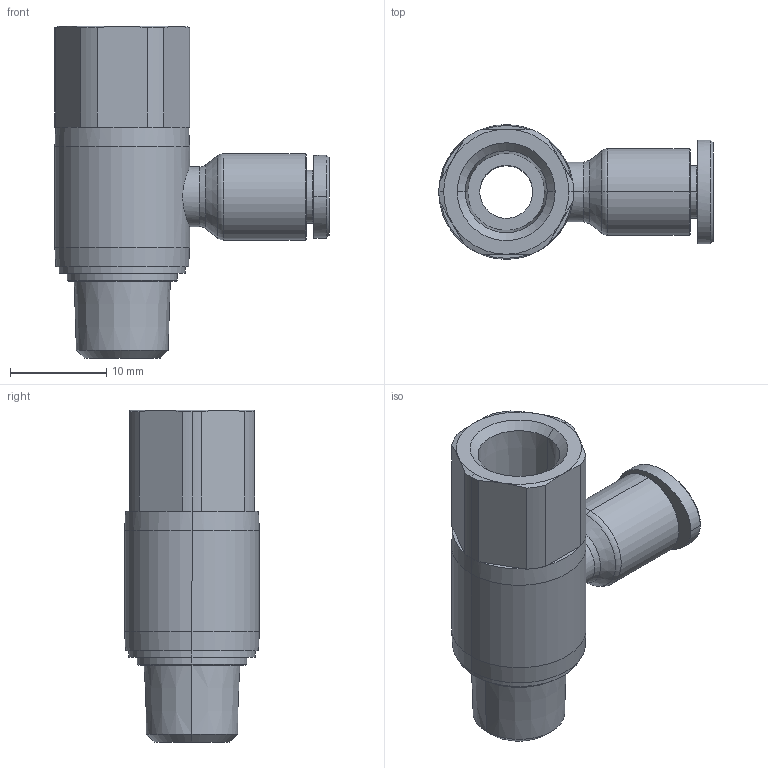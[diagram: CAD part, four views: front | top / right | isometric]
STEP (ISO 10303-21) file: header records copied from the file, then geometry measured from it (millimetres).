
FILE_DESCRIPTION((''),'2;1');
FILE_NAME('GPHF_0401-01(3D).stp','2012-12-20T16:35:34',(''),(''),'Mechanical Desktop.R8.0.24.0','Mechanical Desktop.R8.0.24.0',', , ');
FILE_SCHEMA(('CONFIG_CONTROL_DESIGN'));
Length unit declared in the file: millimetre
Products named in the file (2): GPHF_0401-01(3D); 睡ヶ1
Assembly tree (1 placements, depth 2):
  GPHF_0401-01(3D)
    睡ヶ1
Bounding box: 28.5 x 14 x 34.5 mm (x, y, z)
Volume: 4016.6 mm3; surface area: 2996.6 mm2
Topology: 1 solids, 1 shells, 451 faces, 1238 edges, 810 vertices
Faces by surface type: plane 354, cylinder 32, cone 32, bspline 31, torus 2
Entity records: 14936 total; most frequent: CARTESIAN_POINT 3384, ORIENTED_EDGE 2476, DIRECTION 2233, EDGE_CURVE 1238, VECTOR 1047, LINE 1047, VERTEX_POINT 810, AXIS2_PLACEMENT_3D 593
